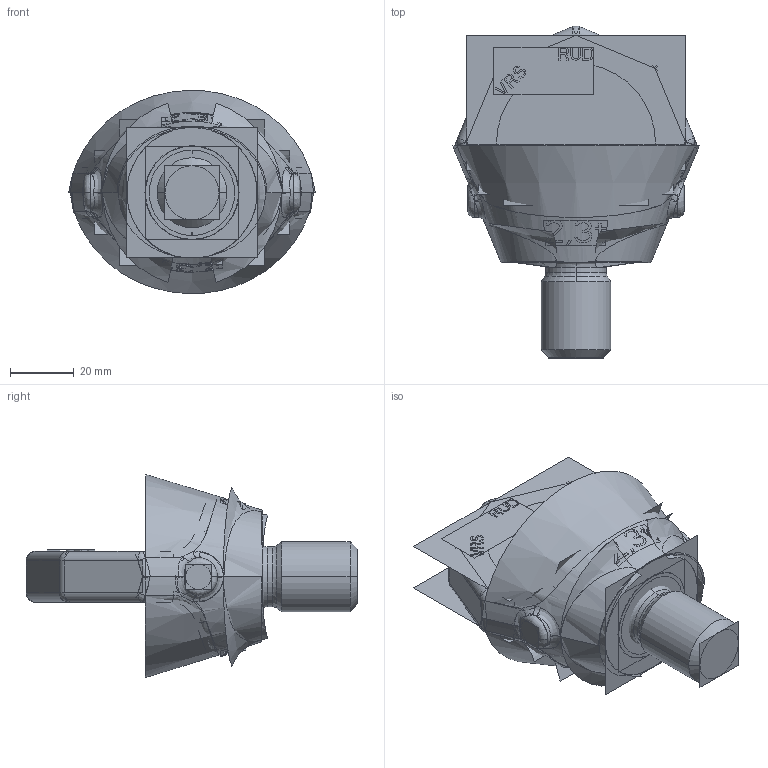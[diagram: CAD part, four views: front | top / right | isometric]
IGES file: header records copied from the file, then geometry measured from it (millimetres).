
Start section:  PTC IGES file: VRS_M22_2_3t_o_7904625_M32981-P-10.igs
Global section: file name: VRS_M22_2_3t_o_7904625_M32981-P-10.igs; native system: Pro/ENGINEER by Parametric Technology Corporation; preprocessor: 2011490; author: Andreas.Wendler; organization: Unknown; date: 20170123.145602; units: millimetre
Bounding box: 77.64 x 104.44 x 63.91 mm (x, y, z)
Volume: 72346.1 mm3; surface area: 151046.6 mm2
Topology: 2 solids, 5 shells, 1224 faces, 5992 edges, 7256 vertices
Faces by surface type: bspline 1088, revolution 136
